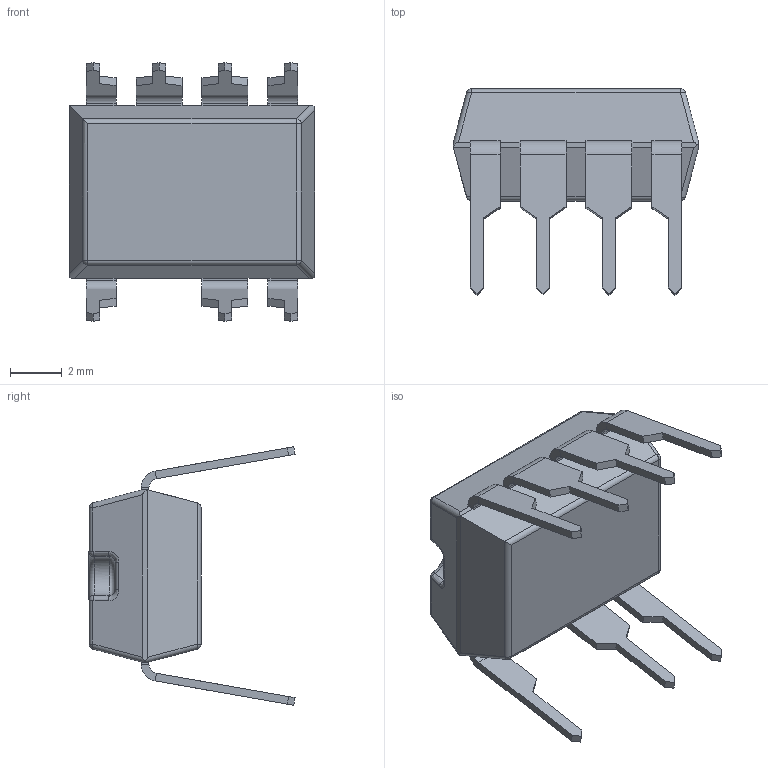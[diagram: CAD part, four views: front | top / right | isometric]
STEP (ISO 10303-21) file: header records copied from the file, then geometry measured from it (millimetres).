
FILE_DESCRIPTION (( 'STEP AP214' ), '1' );
FILE_NAME ('User Library-DIP-7.STEP', '2022-02-14T17:06:07', ( '' ), ( '' ), 'SwSTEP 2.0', 'SolidWorks 2021', '' );
FILE_SCHEMA (( 'AUTOMOTIVE_DESIGN' ));
Length unit declared in the file: millimetre
Products named in the file (1): User Library-DIP-7
Bounding box: 9.45 x 7.95 x 9.96 mm (x, y, z)
Volume: 246.9 mm3; surface area: 330.4 mm2
Topology: 1 solids, 1 shells, 254 faces, 654 edges, 400 vertices
Faces by surface type: plane 176, cylinder 35, bspline 30, sphere 9, torus 4
Entity records: 9474 total; most frequent: CARTESIAN_POINT 2910, ORIENTED_EDGE 1290, DIRECTION 1080, EDGE_CURVE 645, LINE 492, VECTOR 492, VERTEX_POINT 400, AXIS2_PLACEMENT_3D 294
